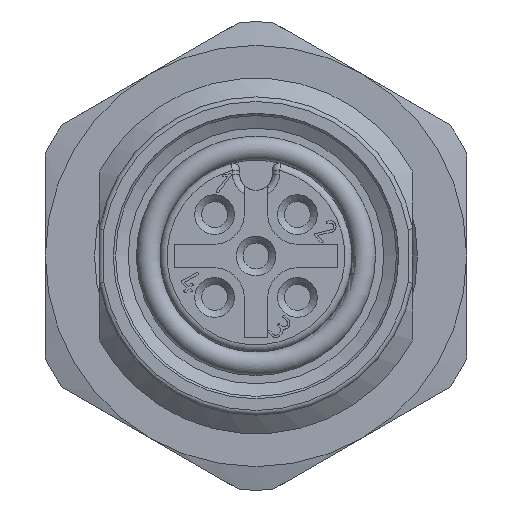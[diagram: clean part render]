
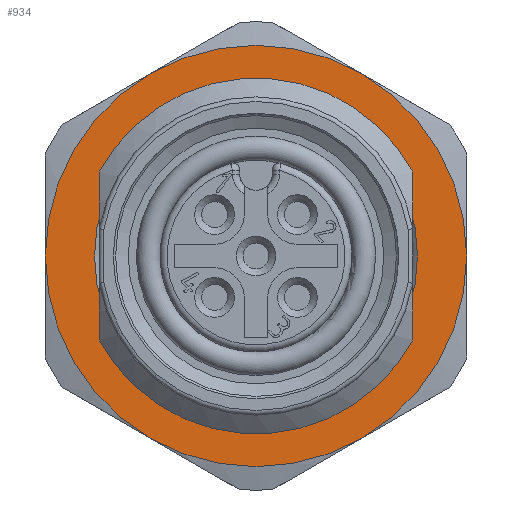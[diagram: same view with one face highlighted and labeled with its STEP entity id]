
A CAD part, left-side view. The second image highlights one B-rep face of the part: STEP entity #934.
In plain terms, the highlighted planar face has unit normal (-1, 0, 0).
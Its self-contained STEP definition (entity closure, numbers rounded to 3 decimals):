
#617=PLANE('',#6850);
#777=FACE_BOUND('',#1708,.T.);
#778=FACE_BOUND('',#1709,.T.);
#934=ADVANCED_FACE('',(#777,#778),#617,.T.);
#1708=EDGE_LOOP('',(#2385));
#1709=EDGE_LOOP('',(#2386,#2387,#2388,#2389,#2390,#2391));
#2183=CIRCLE('',#6843,6.9);
#2184=CIRCLE('',#6844,9.);
#2185=CIRCLE('',#6845,9.);
#2186=CIRCLE('',#6846,9.);
#2187=CIRCLE('',#6847,9.);
#2188=CIRCLE('',#6848,9.);
#2189=CIRCLE('',#6849,9.);
#2385=ORIENTED_EDGE('',*,*,#4895,.T.);
#2386=ORIENTED_EDGE('',*,*,#4896,.T.);
#2387=ORIENTED_EDGE('',*,*,#4897,.T.);
#2388=ORIENTED_EDGE('',*,*,#4898,.T.);
#2389=ORIENTED_EDGE('',*,*,#4899,.T.);
#2390=ORIENTED_EDGE('',*,*,#4900,.T.);
#2391=ORIENTED_EDGE('',*,*,#4901,.T.);
#4253=VERTEX_POINT('',#8876);
#4254=VERTEX_POINT('',#8878);
#4255=VERTEX_POINT('',#8879);
#4256=VERTEX_POINT('',#8881);
#4257=VERTEX_POINT('',#8883);
#4258=VERTEX_POINT('',#8885);
#4259=VERTEX_POINT('',#8887);
#4895=EDGE_CURVE('',#4253,#4253,#2183,.T.);
#4896=EDGE_CURVE('',#4254,#4255,#2184,.T.);
#4897=EDGE_CURVE('',#4255,#4256,#2185,.T.);
#4898=EDGE_CURVE('',#4256,#4257,#2186,.T.);
#4899=EDGE_CURVE('',#4257,#4258,#2187,.T.);
#4900=EDGE_CURVE('',#4258,#4259,#2188,.T.);
#4901=EDGE_CURVE('',#4259,#4254,#2189,.T.);
#6843=AXIS2_PLACEMENT_3D('',#8875,#7355,#7356);
#6844=AXIS2_PLACEMENT_3D('',#8877,#7357,#7358);
#6845=AXIS2_PLACEMENT_3D('',#8880,#7359,#7360);
#6846=AXIS2_PLACEMENT_3D('',#8882,#7361,#7362);
#6847=AXIS2_PLACEMENT_3D('',#8884,#7363,#7364);
#6848=AXIS2_PLACEMENT_3D('',#8886,#7365,#7366);
#6849=AXIS2_PLACEMENT_3D('',#8888,#7367,#7368);
#6850=AXIS2_PLACEMENT_3D('',#8889,#7369,#7370);
#7355=DIRECTION('',(1.,0.,0.));
#7356=DIRECTION('',(0.,0.,-1.));
#7357=DIRECTION('',(-1.,0.,0.));
#7358=DIRECTION('',(0.,0.,1.));
#7359=DIRECTION('',(-1.,0.,0.));
#7360=DIRECTION('',(0.,0.,1.));
#7361=DIRECTION('',(-1.,0.,0.));
#7362=DIRECTION('',(0.,0.,1.));
#7363=DIRECTION('',(-1.,0.,0.));
#7364=DIRECTION('',(0.,0.,1.));
#7365=DIRECTION('',(-1.,0.,0.));
#7366=DIRECTION('',(0.,0.,1.));
#7367=DIRECTION('',(-1.,0.,0.));
#7368=DIRECTION('',(0.,0.,1.));
#7369=DIRECTION('',(-1.,0.,0.));
#7370=DIRECTION('',(0.,0.,1.));
#8875=CARTESIAN_POINT('',(8.7,0.,0.));
#8876=CARTESIAN_POINT('',(8.7,0.,-6.9));
#8877=CARTESIAN_POINT('',(8.7,0.,0.));
#8878=CARTESIAN_POINT('',(8.7,-9.,0.));
#8879=CARTESIAN_POINT('',(8.7,-4.5,7.794));
#8880=CARTESIAN_POINT('',(8.7,0.,0.));
#8881=CARTESIAN_POINT('',(8.7,4.5,7.794));
#8882=CARTESIAN_POINT('',(8.7,0.,0.));
#8883=CARTESIAN_POINT('',(8.7,9.,0.));
#8884=CARTESIAN_POINT('',(8.7,0.,0.));
#8885=CARTESIAN_POINT('',(8.7,4.5,-7.794));
#8886=CARTESIAN_POINT('',(8.7,0.,0.));
#8887=CARTESIAN_POINT('',(8.7,-4.5,-7.794));
#8888=CARTESIAN_POINT('',(8.7,0.,0.));
#8889=CARTESIAN_POINT('',(8.7,0.,0.));
